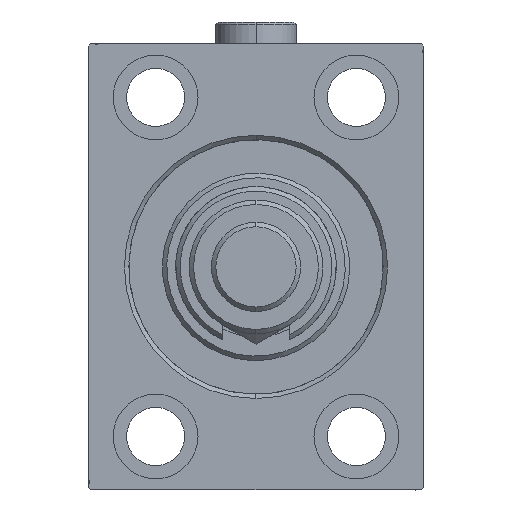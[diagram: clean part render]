
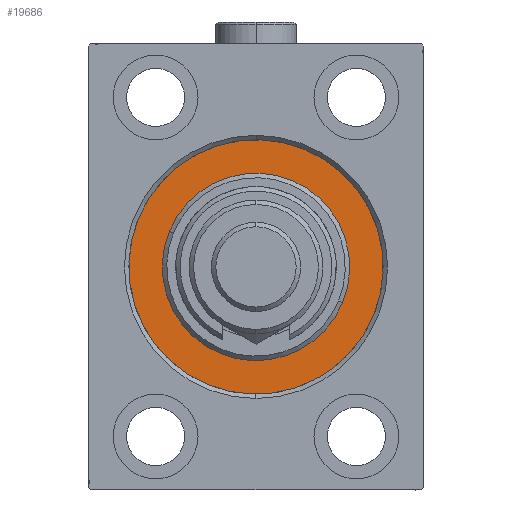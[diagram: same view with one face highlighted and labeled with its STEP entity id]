
A CAD part, left-side view. The second image highlights one B-rep face of the part: STEP entity #19686.
In plain terms, the highlighted face is planar.
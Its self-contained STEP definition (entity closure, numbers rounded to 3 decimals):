
#793 = FACE_BOUND ( 'NONE', #24968, .T. ) ;
#911 = AXIS2_PLACEMENT_3D ( 'NONE', #18114, #32984, #13754 ) ;
#1105 = EDGE_CURVE ( 'NONE', #14395, #36645, #21136, .T. ) ;
#1907 = AXIS2_PLACEMENT_3D ( 'NONE', #23466, #20531, #19816 ) ;
#2079 = CARTESIAN_POINT ( 'NONE',  ( 0., 0., 21. ) ) ;
#4744 = EDGE_CURVE ( 'NONE', #36645, #14395, #30602, .T. ) ;
#6177 = AXIS2_PLACEMENT_3D ( 'NONE', #26854, #19303, #45369 ) ;
#9555 = DIRECTION ( 'NONE',  ( 0., 0., -1. ) ) ;
#11005 = CARTESIAN_POINT ( 'NONE',  ( 0., 0., -21. ) ) ;
#11517 = PLANE ( 'NONE',  #6177 ) ;
#12005 = FACE_OUTER_BOUND ( 'NONE', #43794, .T. ) ;
#12957 = CIRCLE ( 'NONE', #13749, 28.5 ) ;
#13088 = ORIENTED_EDGE ( 'NONE', *, *, #1105, .F. ) ;
#13749 = AXIS2_PLACEMENT_3D ( 'NONE', #43698, #40057, #29557 ) ;
#13754 = DIRECTION ( 'NONE',  ( 0., 0., -1. ) ) ;
#14395 = VERTEX_POINT ( 'NONE', #2079 ) ;
#16860 = DIRECTION ( 'NONE',  ( 1., 0., 0. ) ) ;
#18114 = CARTESIAN_POINT ( 'NONE',  ( 0., 0., 0. ) ) ;
#19303 = DIRECTION ( 'NONE',  ( -1., 0., 0. ) ) ;
#19686 = ADVANCED_FACE ( 'NONE', ( #793, #12005 ), #11517, .F. ) ;
#19816 = DIRECTION ( 'NONE',  ( 0., 0., 1. ) ) ;
#20513 = VERTEX_POINT ( 'NONE', #25424 ) ;
#20531 = DIRECTION ( 'NONE',  ( -1., 0., 0. ) ) ;
#21136 = CIRCLE ( 'NONE', #911, 21. ) ;
#23466 = CARTESIAN_POINT ( 'NONE',  ( 0., 0., 0. ) ) ;
#24968 = EDGE_LOOP ( 'NONE', ( #13088, #47493 ) ) ;
#25424 = CARTESIAN_POINT ( 'NONE',  ( 0., 0., -28.5 ) ) ;
#26854 = CARTESIAN_POINT ( 'NONE',  ( 0., 0., 0. ) ) ;
#29557 = DIRECTION ( 'NONE',  ( 0., 0., 1. ) ) ;
#30602 = CIRCLE ( 'NONE', #37620, 21. ) ;
#31654 = VERTEX_POINT ( 'NONE', #44955 ) ;
#32200 = CARTESIAN_POINT ( 'NONE',  ( 0., 0., 0. ) ) ;
#32984 = DIRECTION ( 'NONE',  ( 1., 0., 0. ) ) ;
#34817 = ORIENTED_EDGE ( 'NONE', *, *, #46401, .F. ) ;
#36569 = EDGE_CURVE ( 'NONE', #20513, #31654, #37715, .T. ) ;
#36645 = VERTEX_POINT ( 'NONE', #11005 ) ;
#37620 = AXIS2_PLACEMENT_3D ( 'NONE', #32200, #16860, #9555 ) ;
#37715 = CIRCLE ( 'NONE', #1907, 28.5 ) ;
#40057 = DIRECTION ( 'NONE',  ( -1., 0., 0. ) ) ;
#43698 = CARTESIAN_POINT ( 'NONE',  ( 0., 0., 0. ) ) ;
#43794 = EDGE_LOOP ( 'NONE', ( #47463, #34817 ) ) ;
#44955 = CARTESIAN_POINT ( 'NONE',  ( 0., 0., 28.5 ) ) ;
#45369 = DIRECTION ( 'NONE',  ( 0., 0., 1. ) ) ;
#46401 = EDGE_CURVE ( 'NONE', #31654, #20513, #12957, .T. ) ;
#47463 = ORIENTED_EDGE ( 'NONE', *, *, #36569, .F. ) ;
#47493 = ORIENTED_EDGE ( 'NONE', *, *, #4744, .F. ) ;
